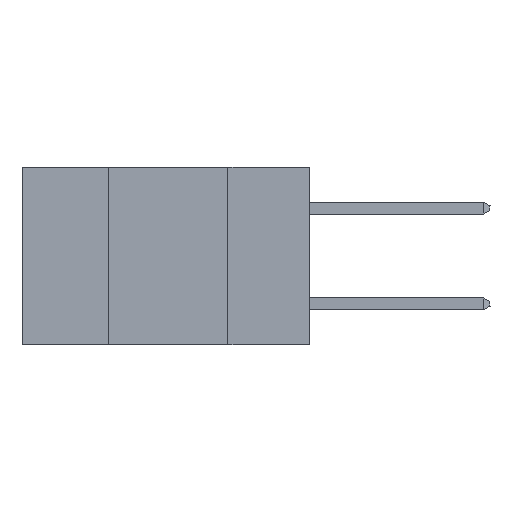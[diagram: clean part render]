
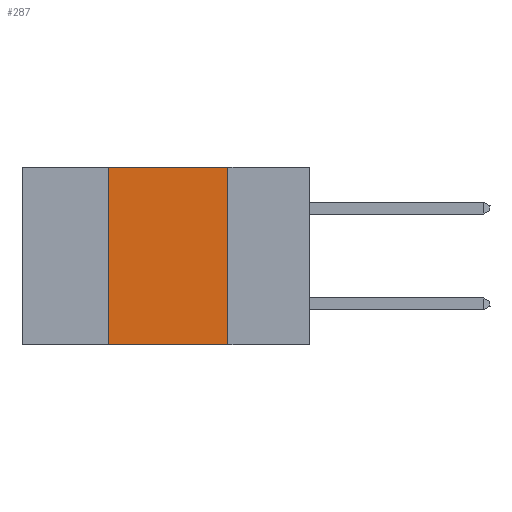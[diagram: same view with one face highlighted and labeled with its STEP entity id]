
A CAD part, left-side view. The second image highlights one B-rep face of the part: STEP entity #287.
In plain terms, the highlighted planar face has unit normal (-1, 0, 0).
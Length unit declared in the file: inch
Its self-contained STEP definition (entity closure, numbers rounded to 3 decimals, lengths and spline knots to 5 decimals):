
#137 = EDGE_CURVE ( 'NONE', #633, #10820, #8870, .T. ) ;
#144 = CARTESIAN_POINT ( 'NONE',  ( 0., 0.42, -0.37 ) ) ;
#287 = ADVANCED_FACE ( 'NONE', ( #1227 ), #4480, .F. ) ;
#505 = ORIENTED_EDGE ( 'NONE', *, *, #9866, .F. ) ;
#633 = VERTEX_POINT ( 'NONE', #144 ) ;
#688 = VERTEX_POINT ( 'NONE', #7892 ) ;
#1059 = LINE ( 'NONE', #5563, #3932 ) ;
#1227 = FACE_OUTER_BOUND ( 'NONE', #5834, .T. ) ;
#1838 = CARTESIAN_POINT ( 'NONE',  ( 0., 0.17, 0. ) ) ;
#1920 = EDGE_CURVE ( 'NONE', #633, #688, #1059, .T. ) ;
#2832 = ORIENTED_EDGE ( 'NONE', *, *, #1920, .F. ) ;
#3406 = DIRECTION ( 'NONE',  ( 0., -1., 0. ) ) ;
#3421 = DIRECTION ( 'NONE',  ( 0., 0., 1. ) ) ;
#3696 = DIRECTION ( 'NONE',  ( 1., 0., 0. ) ) ;
#3804 = CARTESIAN_POINT ( 'NONE',  ( 0., 0.6, 0. ) ) ;
#3932 = VECTOR ( 'NONE', #3421, 39.37008 ) ;
#4480 = PLANE ( 'NONE',  #10682 ) ;
#4650 = DIRECTION ( 'NONE',  ( 0., 0., -1. ) ) ;
#5068 = ORIENTED_EDGE ( 'NONE', *, *, #137, .T. ) ;
#5086 = CARTESIAN_POINT ( 'NONE',  ( 0., 0.17, 0. ) ) ;
#5563 = CARTESIAN_POINT ( 'NONE',  ( 0., 0.42, 0. ) ) ;
#5834 = EDGE_LOOP ( 'NONE', ( #10879, #505, #2832, #5068 ) ) ;
#5911 = CARTESIAN_POINT ( 'NONE',  ( 0., 0.6, 0. ) ) ;
#6028 = CARTESIAN_POINT ( 'NONE',  ( 0., 0.6, -0.37 ) ) ;
#6205 = VECTOR ( 'NONE', #9316, 39.37008 ) ;
#6567 = LINE ( 'NONE', #5911, #8816 ) ;
#6585 = EDGE_CURVE ( 'NONE', #9983, #10820, #10576, .T. ) ;
#7396 = DIRECTION ( 'NONE',  ( 0., -1., 0. ) ) ;
#7892 = CARTESIAN_POINT ( 'NONE',  ( 0., 0.42, 0. ) ) ;
#8605 = VECTOR ( 'NONE', #7396, 39.37008 ) ;
#8816 = VECTOR ( 'NONE', #3406, 39.37008 ) ;
#8870 = LINE ( 'NONE', #6028, #8605 ) ;
#9316 = DIRECTION ( 'NONE',  ( 0., 0., -1. ) ) ;
#9866 = EDGE_CURVE ( 'NONE', #688, #9983, #6567, .T. ) ;
#9983 = VERTEX_POINT ( 'NONE', #1838 ) ;
#10517 = CARTESIAN_POINT ( 'NONE',  ( 0., 0.17, -0.37 ) ) ;
#10576 = LINE ( 'NONE', #5086, #6205 ) ;
#10682 = AXIS2_PLACEMENT_3D ( 'NONE', #3804, #3696, #4650 ) ;
#10820 = VERTEX_POINT ( 'NONE', #10517 ) ;
#10879 = ORIENTED_EDGE ( 'NONE', *, *, #6585, .F. ) ;
